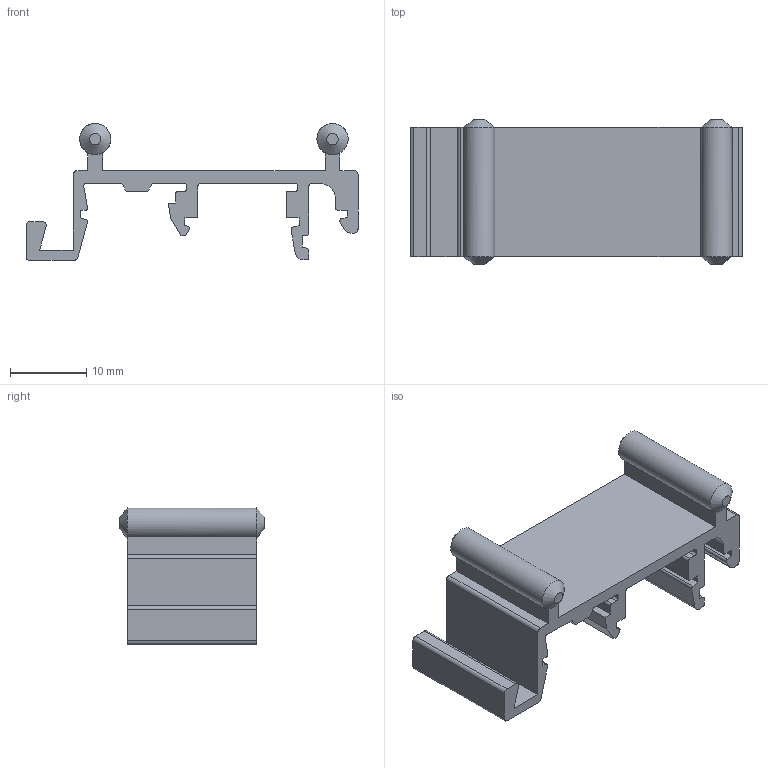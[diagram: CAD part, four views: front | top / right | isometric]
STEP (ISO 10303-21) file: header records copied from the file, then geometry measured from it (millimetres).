
FILE_DESCRIPTION(('STEP AP214'),'1');
FILE_NAME('M-45 G.stp','2018-12-18T11:27:18',(' '),(' '),'Spatial InterOp 3D',' ',' ');
FILE_SCHEMA(('automotive_design'));
Length unit declared in the file: metre
Products named in the file (1): 1
Bounding box: 43.65 x 19 x 18 mm (x, y, z)
Volume: 3190.7 mm3; surface area: 3815.4 mm2
Topology: 1 solids, 1 shells, 99 faces, 283 edges, 186 vertices
Faces by surface type: plane 63, cylinder 32, cone 4
Entity records: 3978 total; most frequent: CARTESIAN_POINT 557, ORIENTED_EDGE 550, DIRECTION 547, EDGE_CURVE 275, LINE 203, VECTOR 203, VERTEX_POINT 182, AXIS2_PLACEMENT_3D 172
